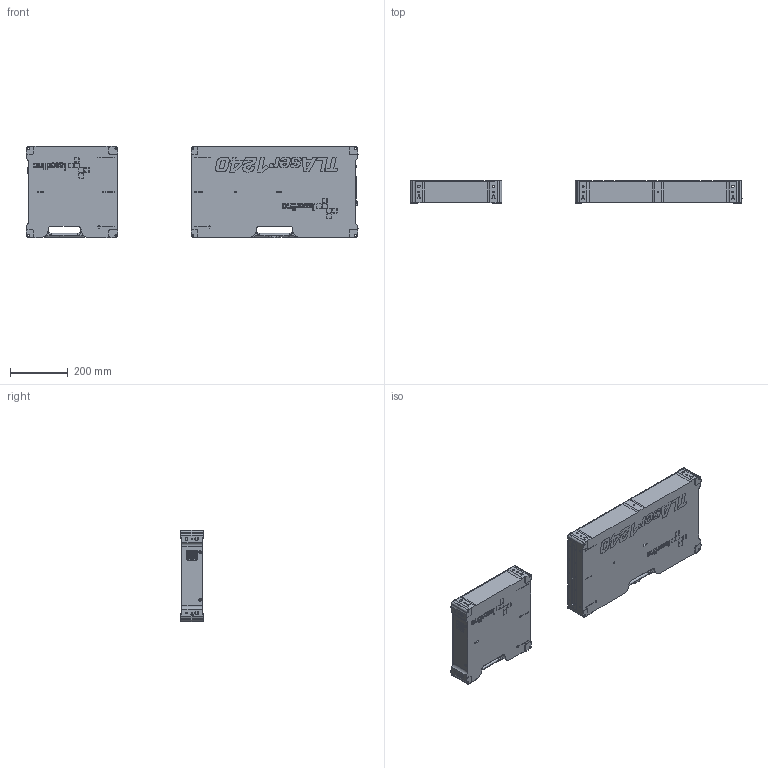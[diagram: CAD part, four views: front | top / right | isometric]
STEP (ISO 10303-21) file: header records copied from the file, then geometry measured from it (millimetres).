
FILE_DESCRIPTION (( 'STEP AP214' ), '1' );
FILE_NAME ('01240-01 TLAser1240 Single-Axis Micrometer, Separated Body.STEP', '2013-07-02T13:49:42', ( 'Mark' ), ( '' ), 'SwSTEP 2.0', 'SolidWorks 2013', '' );
FILE_SCHEMA (( 'AUTOMOTIVE_DESIGN' ));
Length unit declared in the file: inch
Products named in the file (1): 01240-01 TLAser1240 Single-Axis Micrometer, Separated Body
Bounding box: 1149.35 x 76.2 x 317.5 mm (x, y, z)
Surface area: 1162428.3 mm2 (no closed solid volume)
Topology: 0 solids, 367 shells, 1858 faces, 10499 edges, 8824 vertices
Faces by surface type: plane 1011, cylinder 445, cone 267, bspline 116, torus 11, sphere 8
Entity records: 143363 total; most frequent: CARTESIAN_POINT 41765, DIRECTION 14916, ORIENTED_EDGE 13318, EDGE_CURVE 10415, VERTEX_POINT 8824, LINE 6222, VECTOR 6222, AXIS2_PLACEMENT_3D 4347
